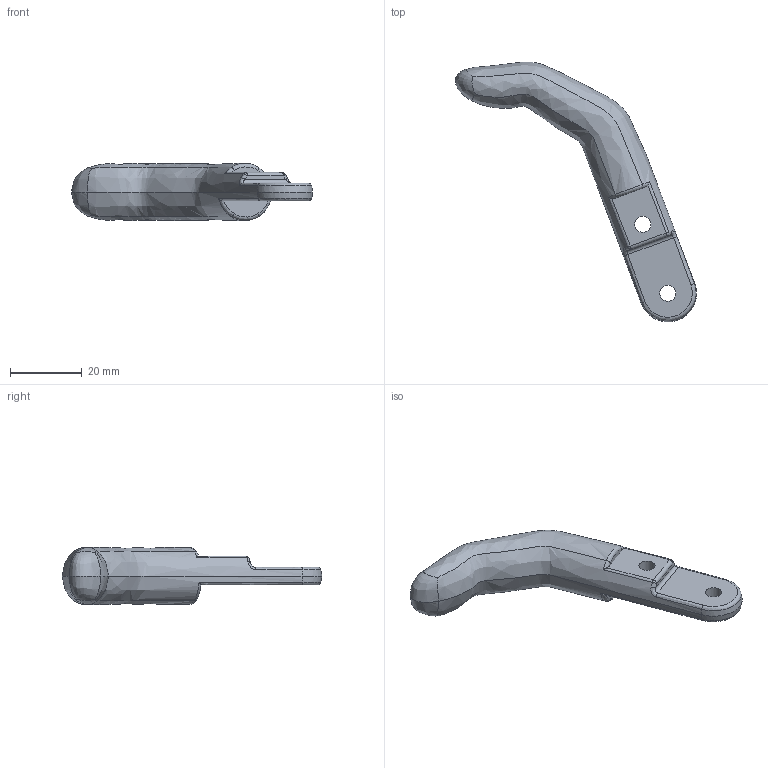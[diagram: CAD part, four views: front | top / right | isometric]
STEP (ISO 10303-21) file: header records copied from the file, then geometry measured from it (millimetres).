
FILE_DESCRIPTION(/* description */ (''),/* implementation_level */ '2;1');
FILE_NAME(/* name */ 'Dedo Superior Nuevo v3.step',/* time_stamp */ '2022-01-25T22:20:56-05:00',/* author */ (''),/* organization */ (''),/* preprocessor_version */ 'ST-DEVELOPER v18.1',/* originating_system */ 'Autodesk Translation Framework v10.13.0.1454',/* authorisation */ '');
FILE_SCHEMA (('AUTOMOTIVE_DESIGN { 1 0 10303 214 3 1 1 }'));
Length unit declared in the file: millimetre
Products named in the file (1): Dedo Superior Nuevo
Bounding box: 67.39 x 72.58 x 15.98 mm (x, y, z)
Volume: 13950.5 mm3; surface area: 4745.2 mm2
Topology: 1 solids, 1 shells, 40 faces, 96 edges, 58 vertices
Faces by surface type: bspline 28, plane 6, cylinder 4, sphere 2
Full cylindrical faces by diameter (mm): 4.5 x2
Entity records: 3728 total; most frequent: CARTESIAN_POINT 2969, ORIENTED_EDGE 192, EDGE_CURVE 96, DIRECTION 72, B_SPLINE_CURVE_WITH_KNOTS 69, VERTEX_POINT 58, EDGE_LOOP 44, FACE_OUTER_BOUND 40
